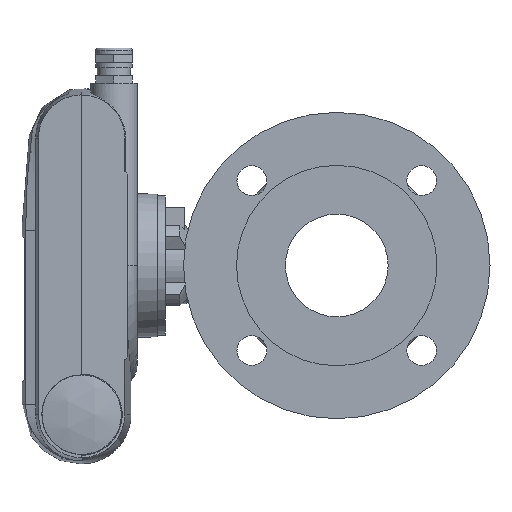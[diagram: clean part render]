
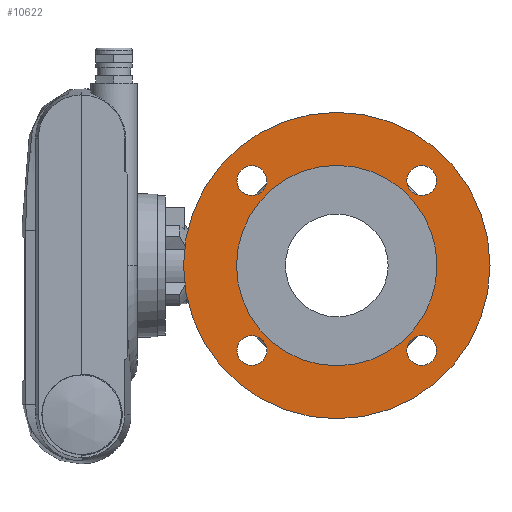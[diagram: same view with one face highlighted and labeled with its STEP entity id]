
A CAD part, left-side view. The second image highlights one B-rep face of the part: STEP entity #10622.
In plain terms, the highlighted planar face has unit normal (-1, 0, 0).
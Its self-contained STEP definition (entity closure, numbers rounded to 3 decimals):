
#1025 = VERTEX_POINT ( 'NONE', #1038 ) ;
#1038 = CARTESIAN_POINT ( 'NONE',  ( -89.805, -148.282, -52.808 ) ) ;
#1074 = VERTEX_POINT ( 'NONE', #1076 ) ;
#1076 = CARTESIAN_POINT ( 'NONE',  ( -89.805, -148.282, 49.722 ) ) ;
#1082 = VERTEX_POINT ( 'NONE', #1084 ) ;
#1084 = CARTESIAN_POINT ( 'NONE',  ( -89.805, -97.017, -103.043 ) ) ;
#1162 = VERTEX_POINT ( 'NONE', #1163 ) ;
#1163 = CARTESIAN_POINT ( 'NONE',  ( -89.805, -45.752, -52.808 ) ) ;
#1229 = VERTEX_POINT ( 'NONE', #1230 ) ;
#1230 = CARTESIAN_POINT ( 'NONE',  ( -89.805, -45.752, 49.722 ) ) ;
#1235 = VERTEX_POINT ( 'NONE', #1237 ) ;
#1237 = CARTESIAN_POINT ( 'NONE',  ( -89.805, -97.017, -71.043 ) ) ;
#2249 = EDGE_CURVE ( 'NONE', #1025, #1025, #8268, .T. ) ;
#2288 = EDGE_CURVE ( 'NONE', #1074, #1074, #8321, .T. ) ;
#2323 = EDGE_CURVE ( 'NONE', #1082, #1082, #8348, .T. ) ;
#2710 = CARTESIAN_POINT ( 'NONE',  ( -89.805, -45.752, 40.722 ) ) ;
#2726 = DIRECTION ( 'NONE',  ( -1., 0., 0. ) ) ;
#2727 = DIRECTION ( 'NONE',  ( 0., 0., 1. ) ) ;
#2756 = CARTESIAN_POINT ( 'NONE',  ( -89.805, -97.017, -10.543 ) ) ;
#2795 = DIRECTION ( 'NONE',  ( 1., 0., 0. ) ) ;
#2797 = DIRECTION ( 'NONE',  ( 0., 0., -1. ) ) ;
#4516 = DIRECTION ( 'NONE',  ( 0., 0., 1. ) ) ;
#4517 = DIRECTION ( 'NONE',  ( -1., 0., 0. ) ) ;
#4525 = CARTESIAN_POINT ( 'NONE',  ( -89.805, -45.752, -61.808 ) ) ;
#5068 = EDGE_LOOP ( 'NONE', ( #7894 ) ) ;
#5069 = EDGE_LOOP ( 'NONE', ( #7895 ) ) ;
#5070 = EDGE_LOOP ( 'NONE', ( #7891 ) ) ;
#5071 = EDGE_LOOP ( 'NONE', ( #7892 ) ) ;
#5072 = EDGE_LOOP ( 'NONE', ( #7893 ) ) ;
#5084 = EDGE_LOOP ( 'NONE', ( #7890 ) ) ;
#6034 = CIRCLE ( 'NONE', #12996, 9. ) ;
#6052 = CIRCLE ( 'NONE', #13011, 60.5 ) ;
#6622 = FACE_BOUND ( 'NONE', #5069, .T. ) ;
#6624 = FACE_BOUND ( 'NONE', #5084, .T. ) ;
#6628 = FACE_OUTER_BOUND ( 'NONE', #5068, .T. ) ;
#6630 = FACE_BOUND ( 'NONE', #5070, .T. ) ;
#6632 = FACE_BOUND ( 'NONE', #5071, .T. ) ;
#6634 = FACE_BOUND ( 'NONE', #5072, .T. ) ;
#7236 = DIRECTION ( 'NONE',  ( 0., 0., 1. ) ) ;
#7237 = DIRECTION ( 'NONE',  ( -1., 0., 0. ) ) ;
#7238 = CARTESIAN_POINT ( 'NONE',  ( -89.805, -148.282, -61.808 ) ) ;
#7325 = EDGE_CURVE ( 'NONE', #1162, #1162, #8720, .T. ) ;
#7514 = EDGE_CURVE ( 'NONE', #1229, #1229, #6034, .T. ) ;
#7526 = EDGE_CURVE ( 'NONE', #1235, #1235, #6052, .T. ) ;
#7890 = ORIENTED_EDGE ( 'NONE', *, *, #7514, .F. ) ;
#7891 = ORIENTED_EDGE ( 'NONE', *, *, #2288, .F. ) ;
#7892 = ORIENTED_EDGE ( 'NONE', *, *, #2249, .F. ) ;
#7893 = ORIENTED_EDGE ( 'NONE', *, *, #7325, .F. ) ;
#7894 = ORIENTED_EDGE ( 'NONE', *, *, #2323, .F. ) ;
#7895 = ORIENTED_EDGE ( 'NONE', *, *, #7526, .T. ) ;
#8268 = CIRCLE ( 'NONE', #12873, 9. ) ;
#8321 = CIRCLE ( 'NONE', #12870, 9. ) ;
#8348 = CIRCLE ( 'NONE', #12888, 92.5 ) ;
#8720 = CIRCLE ( 'NONE', #12944, 9. ) ;
#10622 = ADVANCED_FACE ( 'NONE', ( #6624, #6630, #6632, #6634, #6628, #6622 ), #11658, .T. ) ;
#11645 = CARTESIAN_POINT ( 'NONE',  ( -89.805, -97.017, -10.543 ) ) ;
#11658 = PLANE ( 'NONE',  #13343 ) ;
#11661 = DIRECTION ( 'NONE',  ( -1., 0., 0. ) ) ;
#11662 = DIRECTION ( 'NONE',  ( 0., 0., -1. ) ) ;
#12870 = AXIS2_PLACEMENT_3D ( 'NONE', #15420, #14686, #14684 ) ;
#12873 = AXIS2_PLACEMENT_3D ( 'NONE', #7238, #7237, #7236 ) ;
#12888 = AXIS2_PLACEMENT_3D ( 'NONE', #14955, #14958, #14959 ) ;
#12944 = AXIS2_PLACEMENT_3D ( 'NONE', #4525, #4517, #4516 ) ;
#12996 = AXIS2_PLACEMENT_3D ( 'NONE', #2710, #2726, #2727 ) ;
#13011 = AXIS2_PLACEMENT_3D ( 'NONE', #2756, #2795, #2797 ) ;
#13343 = AXIS2_PLACEMENT_3D ( 'NONE', #11645, #11661, #11662 ) ;
#14684 = DIRECTION ( 'NONE',  ( 0., 0., 1. ) ) ;
#14686 = DIRECTION ( 'NONE',  ( -1., 0., 0. ) ) ;
#14955 = CARTESIAN_POINT ( 'NONE',  ( -89.805, -97.017, -10.543 ) ) ;
#14958 = DIRECTION ( 'NONE',  ( 1., 0., 0. ) ) ;
#14959 = DIRECTION ( 'NONE',  ( 0., 0., -1. ) ) ;
#15420 = CARTESIAN_POINT ( 'NONE',  ( -89.805, -148.282, 40.722 ) ) ;
